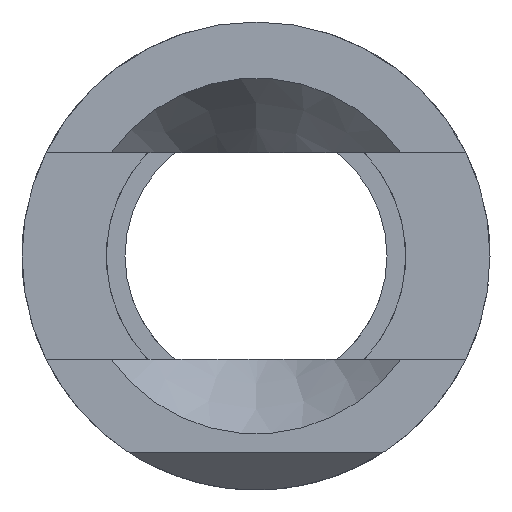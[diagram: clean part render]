
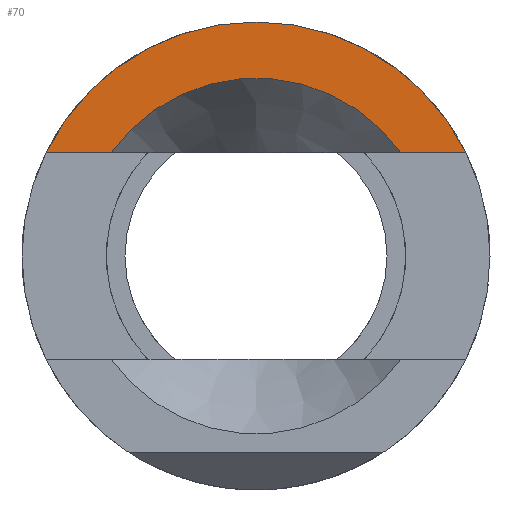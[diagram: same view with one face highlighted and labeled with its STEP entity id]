
A CAD part, left-side view. The second image highlights one B-rep face of the part: STEP entity #70.
In plain terms, the highlighted planar face has unit normal (-1, 0, 0).
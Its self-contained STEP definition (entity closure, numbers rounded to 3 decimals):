
#70 = ADVANCED_FACE( '', ( #168 ), #169, .F. );
#168 = FACE_OUTER_BOUND( '', #299, .T. );
#169 = PLANE( '', #300 );
#299 = EDGE_LOOP( '', ( #439, #440, #441, #442 ) );
#300 = AXIS2_PLACEMENT_3D( '', #443, #444, #445 );
#439 = ORIENTED_EDGE( '', *, *, #763, .T. );
#440 = ORIENTED_EDGE( '', *, *, #764, .T. );
#441 = ORIENTED_EDGE( '', *, *, #747, .F. );
#442 = ORIENTED_EDGE( '', *, *, #765, .T. );
#443 = CARTESIAN_POINT( '', ( -37.842, 12.5, 0. ) );
#444 = DIRECTION( '', ( 1., 0., 0. ) );
#445 = DIRECTION( '', ( 0., 0., -1. ) );
#747 = EDGE_CURVE( '', #877, #878, #879, .T. );
#763 = EDGE_CURVE( '', #905, #906, #907, .T. );
#764 = EDGE_CURVE( '', #906, #878, #908, .T. );
#765 = EDGE_CURVE( '', #877, #905, #909, .T. );
#877 = VERTEX_POINT( '', #1069 );
#878 = VERTEX_POINT( '', #1070 );
#879 = CIRCLE( '', #1071, 9.5 );
#905 = VERTEX_POINT( '', #1159 );
#906 = VERTEX_POINT( '', #1160 );
#907 = CIRCLE( '', #1161, 12.5 );
#908 = LINE( '', #1162, #1163 );
#909 = LINE( '', #1164, #1165 );
#1069 = CARTESIAN_POINT( '', ( -37.842, -7.732, 5.52 ) );
#1070 = CARTESIAN_POINT( '', ( -37.842, 7.732, 5.52 ) );
#1071 = AXIS2_PLACEMENT_3D( '', #1530, #1531, #1532 );
#1159 = CARTESIAN_POINT( '', ( -37.842, -11.215, 5.52 ) );
#1160 = CARTESIAN_POINT( '', ( -37.842, 11.215, 5.52 ) );
#1161 = AXIS2_PLACEMENT_3D( '', #1548, #1549, #1550 );
#1162 = CARTESIAN_POINT( '', ( -37.842, 12.5, 5.52 ) );
#1163 = VECTOR( '', #1551, 1000. );
#1164 = CARTESIAN_POINT( '', ( -37.842, 12.5, 5.52 ) );
#1165 = VECTOR( '', #1552, 1000. );
#1530 = CARTESIAN_POINT( '', ( -37.842, 0., 0. ) );
#1531 = DIRECTION( '', ( -1., 0., 0. ) );
#1532 = DIRECTION( '', ( 0., 0., 1. ) );
#1548 = CARTESIAN_POINT( '', ( -37.842, 0., 0. ) );
#1549 = DIRECTION( '', ( -1., 0., 0. ) );
#1550 = DIRECTION( '', ( 0., 0., 1. ) );
#1551 = DIRECTION( '', ( 0., -1., 0. ) );
#1552 = DIRECTION( '', ( 0., -1., 0. ) );
